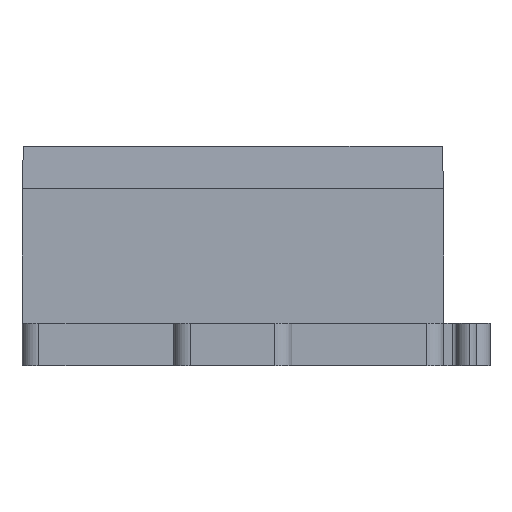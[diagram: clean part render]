
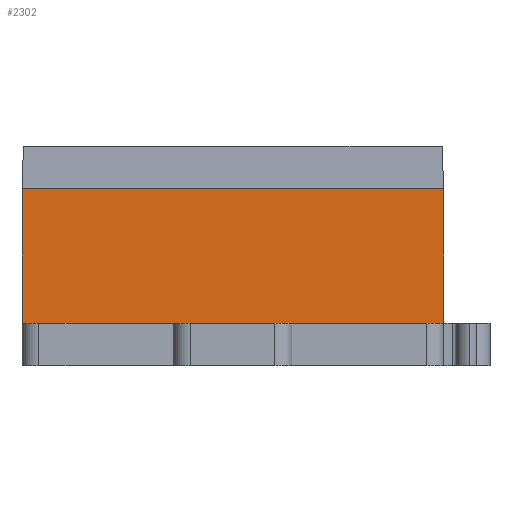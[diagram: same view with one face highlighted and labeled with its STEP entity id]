
A CAD part, front view. The second image highlights one B-rep face of the part: STEP entity #2302.
In plain terms, the highlighted planar face has unit normal (0, -1, 0).
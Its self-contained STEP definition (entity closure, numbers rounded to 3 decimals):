
#81=PLANE('',#2575);
#233=FACE_OUTER_BOUND('',#375,.T.);
#375=EDGE_LOOP('',(#1958,#1959,#1960,#1961,#1962,#1963));
#631=LINE('',#3663,#808);
#632=LINE('',#3668,#809);
#640=LINE('',#3695,#817);
#700=LINE('',#3953,#877);
#706=LINE('',#3970,#883);
#707=LINE('',#3971,#884);
#808=VECTOR('',#2883,10.);
#809=VECTOR('',#2888,10.);
#817=VECTOR('',#2908,10.);
#877=VECTOR('',#3140,10.);
#883=VECTOR('',#3164,10.);
#884=VECTOR('',#3165,10.);
#1073=VERTEX_POINT('',#3642);
#1078=VERTEX_POINT('',#3662);
#1080=VERTEX_POINT('',#3667);
#1093=VERTEX_POINT('',#3693);
#1150=VERTEX_POINT('',#3943);
#1153=VERTEX_POINT('',#3951);
#1319=EDGE_CURVE('',#1073,#1078,#631,.T.);
#1322=EDGE_CURVE('',#1078,#1080,#632,.T.);
#1336=EDGE_CURVE('',#1093,#1073,#640,.T.);
#1444=EDGE_CURVE('',#1153,#1150,#700,.T.);
#1450=EDGE_CURVE('',#1080,#1153,#706,.T.);
#1451=EDGE_CURVE('',#1093,#1150,#707,.T.);
#1958=ORIENTED_EDGE('',*,*,#1444,.F.);
#1959=ORIENTED_EDGE('',*,*,#1450,.F.);
#1960=ORIENTED_EDGE('',*,*,#1322,.F.);
#1961=ORIENTED_EDGE('',*,*,#1319,.F.);
#1962=ORIENTED_EDGE('',*,*,#1336,.F.);
#1963=ORIENTED_EDGE('',*,*,#1451,.T.);
#2302=ADVANCED_FACE('',(#233),#81,.T.);
#2575=AXIS2_PLACEMENT_3D('',#3969,#3162,#3163);
#2883=DIRECTION('',(-1.,0.,0.));
#2888=DIRECTION('',(-1.,0.,0.));
#2908=DIRECTION('',(-1.,0.,0.));
#3140=DIRECTION('',(1.,0.,0.));
#3162=DIRECTION('center_axis',(0.,-1.,0.));
#3163=DIRECTION('ref_axis',(1.,0.,0.));
#3164=DIRECTION('',(0.,0.,1.));
#3165=DIRECTION('',(0.,0.,1.));
#3642=CARTESIAN_POINT('',(4.795,-2.37,0.));
#3662=CARTESIAN_POINT('',(-35.205,-2.37,0.));
#3663=CARTESIAN_POINT('',(-26.33,-2.37,0.));
#3667=CARTESIAN_POINT('',(-40.205,-2.37,0.));
#3668=CARTESIAN_POINT('',(-26.33,-2.37,0.));
#3693=CARTESIAN_POINT('',(9.795,-2.37,0.));
#3695=CARTESIAN_POINT('',(-26.33,-2.37,0.));
#3943=CARTESIAN_POINT('',(9.795,-2.37,16.));
#3951=CARTESIAN_POINT('',(-40.205,-2.37,16.));
#3953=CARTESIAN_POINT('',(-27.705,-2.37,16.));
#3969=CARTESIAN_POINT('Origin',(-40.205,-2.37,0.));
#3970=CARTESIAN_POINT('',(-40.205,-2.37,0.));
#3971=CARTESIAN_POINT('',(9.795,-2.37,0.));
